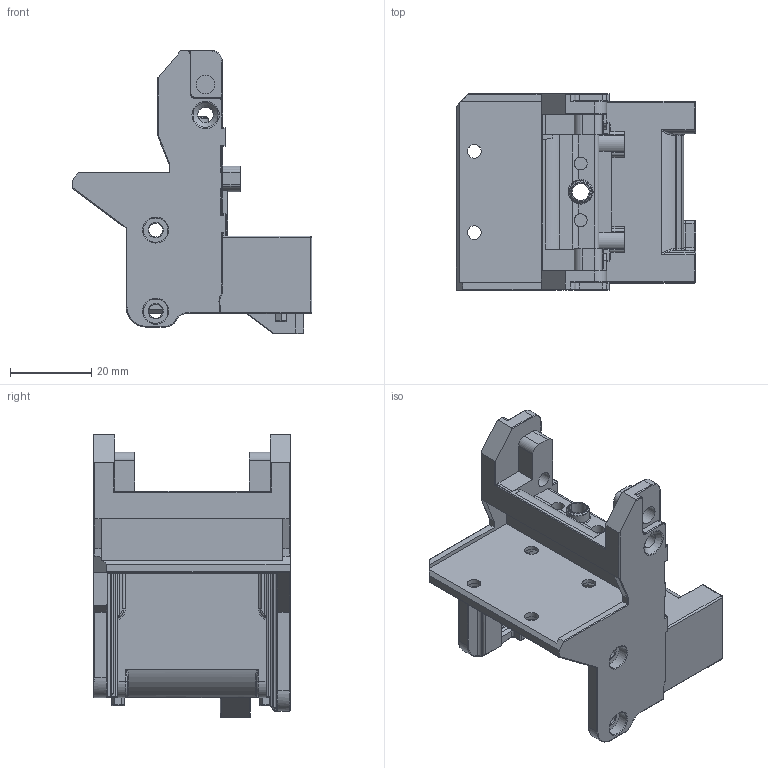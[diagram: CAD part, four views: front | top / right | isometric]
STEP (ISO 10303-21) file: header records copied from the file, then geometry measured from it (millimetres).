
FILE_DESCRIPTION(/* description */ ('STEP AP242'),/* implementation_level */ '2;1');
FILE_NAME(/* name */ 'Carriage.step',/* time_stamp */ '2025-08-04T17:32:46+02:00',/* author */ (''),/* organization */ (''),/* preprocessor_version */ 'ST-DEVELOPER v20.1',/* originating_system */ 'Autodesk Translation Framework v14.10.0.0',/* authorisation */ '');
FILE_SCHEMA (('AUTOMOTIVE_DESIGN { 1 0 10303 214 3 1 1 }'));
Length unit declared in the file: millimetre
Products named in the file (2): Carto Mount; Left Carriage
Assembly tree (1 placements, depth 2):
  Carto Mount
    Left Carriage
Bounding box: 59.1 x 48.4 x 70 mm (x, y, z)
Volume: 38901.8 mm3; surface area: 19284.3 mm2
Topology: 1 solids, 1 shells, 768 faces, 1869 edges, 1113 vertices
Faces by surface type: cylinder 346, plane 221, torus 94, bspline 48, sphere 46, cone 13
Full cylindrical faces by diameter (mm): 3.2 x4, 3.4 x7, 3.8 x2, 4.6 x11, 4.62 x2, 5.599 x1, 6 x5
Entity records: 26413 total; most frequent: CARTESIAN_POINT 8203, DIRECTION 3987, ORIENTED_EDGE 3724, EDGE_CURVE 1862, AXIS2_PLACEMENT_3D 1534, VERTEX_POINT 1113, LINE 919, VECTOR 919
